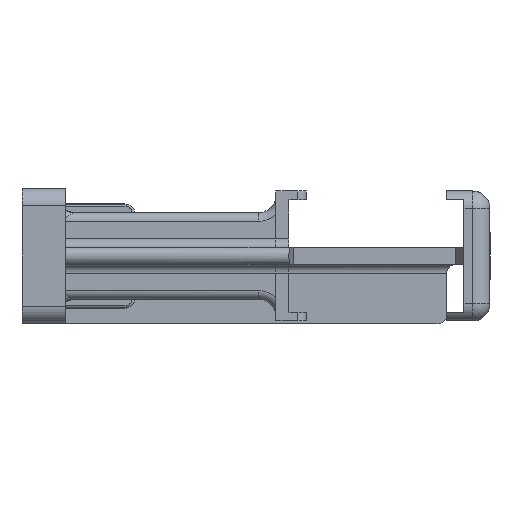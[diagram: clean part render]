
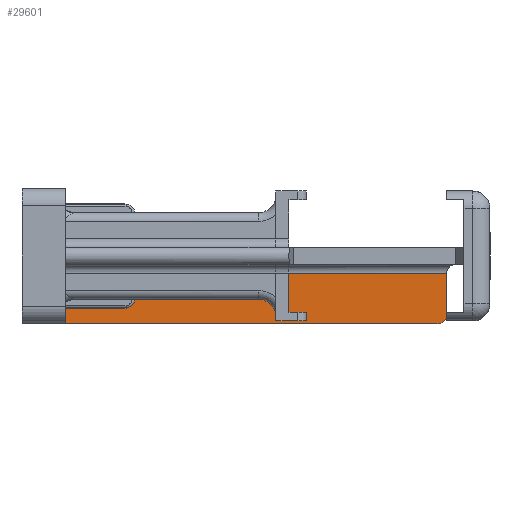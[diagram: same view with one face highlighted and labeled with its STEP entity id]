
A CAD part, left-side view. The second image highlights one B-rep face of the part: STEP entity #29601.
In plain terms, the highlighted planar face has unit normal (-1, 0, 0).
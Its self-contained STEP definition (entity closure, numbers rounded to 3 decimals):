
#4229=DIRECTION('',(0.,-1.,0.));
#4230=VECTOR('',#4229,43.);
#4231=CARTESIAN_POINT('',(116.6,-1.,-15.6));
#4232=LINE('',#4231,#4230);
#8971=DIRECTION('',(0.,0.,-1.));
#8972=VECTOR('',#8971,5.8);
#8973=CARTESIAN_POINT('',(116.6,-1.,-9.8));
#8974=LINE('',#8973,#8972);
#8975=DIRECTION('',(0.,1.,0.));
#8976=VECTOR('',#8975,44.);
#8977=CARTESIAN_POINT('',(116.6,-45.,-9.8));
#8978=LINE('',#8977,#8976);
#8979=CARTESIAN_POINT('',(116.6,-44.,-14.6));
#8980=DIRECTION('',(-1.,0.,0.));
#8981=DIRECTION('',(0.,0.,-1.));
#8982=AXIS2_PLACEMENT_3D('',#8979,#8980,#8981);
#9152=DIRECTION('',(0.,0.,-1.));
#9153=VECTOR('',#9152,4.8);
#9154=CARTESIAN_POINT('',(116.6,-45.,-9.8));
#9155=LINE('',#9154,#9153);
#18669=CARTESIAN_POINT('',(116.6,-1.,-9.8));
#18670=CARTESIAN_POINT('',(116.6,-1.,-15.6));
#18671=VERTEX_POINT('',#18669);
#18672=VERTEX_POINT('',#18670);
#18673=CARTESIAN_POINT('',(116.6,-45.,-9.8));
#18674=VERTEX_POINT('',#18673);
#18685=CARTESIAN_POINT('',(116.6,-44.,-15.6));
#18686=CARTESIAN_POINT('',(116.6,-45.,-14.6));
#18687=VERTEX_POINT('',#18685);
#18688=VERTEX_POINT('',#18686);
#29587=CARTESIAN_POINT('',(116.6,0.,-8.8));
#29588=DIRECTION('',(-1.,0.,0.));
#29589=DIRECTION('',(0.,0.,-1.));
#29590=AXIS2_PLACEMENT_3D('',#29587,#29588,#29589);
#29591=PLANE('',#29590);
#29592=ORIENTED_EDGE('',*,*,#21968,.F.);
#29594=ORIENTED_EDGE('',*,*,#29593,.F.);
#29596=ORIENTED_EDGE('',*,*,#29595,.T.);
#29597=ORIENTED_EDGE('',*,*,#29578,.F.);
#29598=ORIENTED_EDGE('',*,*,#21943,.F.);
#29599=EDGE_LOOP('',(#29592,#29594,#29596,#29597,#29598));
#29600=FACE_OUTER_BOUND('',#29599,.F.);
#29601=ADVANCED_FACE('',(#29600),#29591,.T.);
#8983=CIRCLE('',#8982,1.);
#21943=EDGE_CURVE('',#18672,#18687,#4232,.T.);
#21968=EDGE_CURVE('',#18671,#18672,#8974,.T.);
#29578=EDGE_CURVE('',#18687,#18688,#8983,.T.);
#29593=EDGE_CURVE('',#18674,#18671,#8978,.T.);
#29595=EDGE_CURVE('',#18674,#18688,#9155,.T.);
